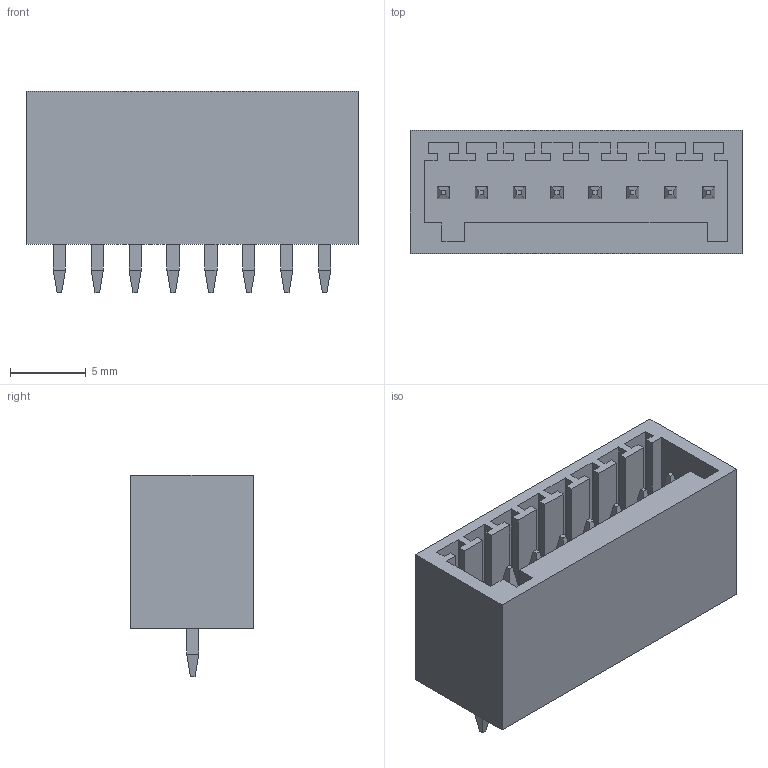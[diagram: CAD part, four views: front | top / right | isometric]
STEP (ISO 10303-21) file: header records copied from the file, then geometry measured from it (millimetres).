
FILE_DESCRIPTION(('CATIA V5R24 STEP','CAx-IF Rec.Pracs.--- Model Styling and Organization---1.2---2011-12-15'),'2;1');
FILE_NAME ('D1462143_0', '2016-04-19T15:15:08+00:00', ('Weidmueller Interface'), ('Weidmueller'), 'CATIA Version 5-6 Release 2014 SP4', 'CATIA V5 STEP AP214', 'none');
FILE_SCHEMA(('AUTOMOTIVE_DESIGN { 1 0 10303 214 1 1 1 1 }'));
Length unit declared in the file: millimetre
Products named in the file (1): 2439970000_SL 2.50/08/180G 3.2SN BK BX
Bounding box: 21.9 x 8.1 x 13.3 mm (x, y, z)
Volume: 1169.7 mm3; surface area: 1773.9 mm2
Topology: 8 solids, 9 shells, 273 faces, 650 edges, 412 vertices
Faces by surface type: plane 273
Entity records: 7917 total; most frequent: CARTESIAN_POINT 1336, ORIENTED_EDGE 1300, DIRECTION 1196, VECTOR 650, EDGE_CURVE 650, LINE 650, VERTEX_POINT 412, EDGE_LOOP 290
